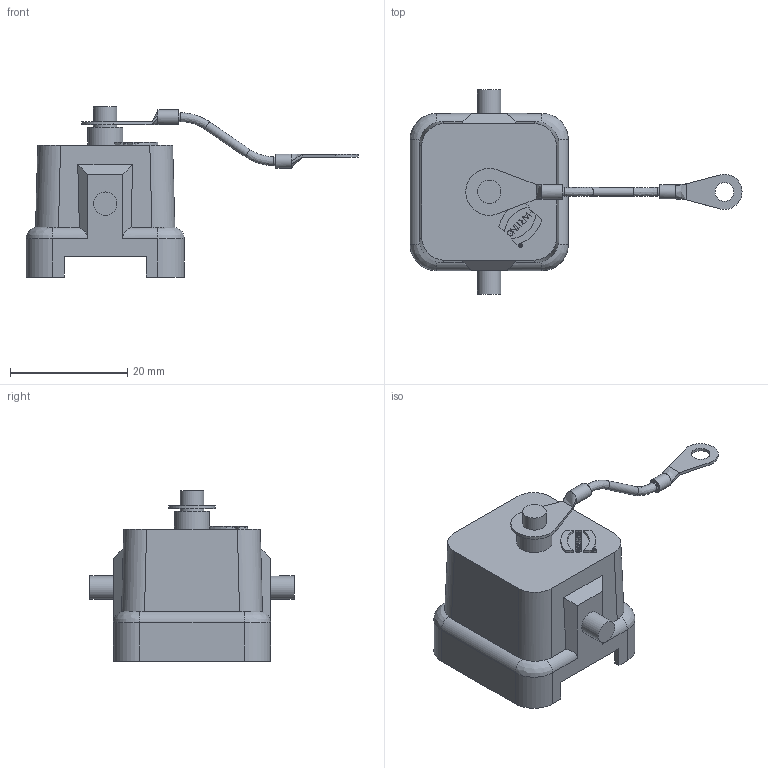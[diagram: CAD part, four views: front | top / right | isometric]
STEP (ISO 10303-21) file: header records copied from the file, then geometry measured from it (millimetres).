
FILE_DESCRIPTION(/* description */ (''),/* implementation_level */ '2;1');
FILE_NAME(/* name */ '100188013ugm000_d.stp',/* time_stamp */ '2019-09-06T10:24:49+02:00',/* author */ (''),/* organization */ (''),/* preprocessor_version */ 'ST-DEVELOPER v16.7',/* originating_system */ 'SIEMENS PLM Software NX 12.0',/* authorisation */ '');
FILE_SCHEMA (('AUTOMOTIVE_DESIGN { 1 0 10303 214 3 1 1 1 }'));
Length unit declared in the file: millimetre
Products named in the file (1): 100188013ugm000_d
Bounding box: 56.6 x 34.8 x 29 mm (x, y, z)
Volume: 3854 mm3; surface area: 5552.2 mm2
Topology: 1 solids, 1 shells, 229 faces, 575 edges, 374 vertices
Faces by surface type: plane 150, cylinder 50, bspline 21, revolution 4, cone 4
Full cylindrical faces by diameter (mm): 0.57 x1, 0.63 x1, 2.4 x1, 2.5 x1, 3.2 x1, 4 x4, 6 x1
Entity records: 8028 total; most frequent: CARTESIAN_POINT 1634, ORIENTED_EDGE 1110, DIRECTION 1025, EDGE_CURVE 555, LINE 407, VECTOR 407, VERTEX_POINT 368, AXIS2_PLACEMENT_3D 307
